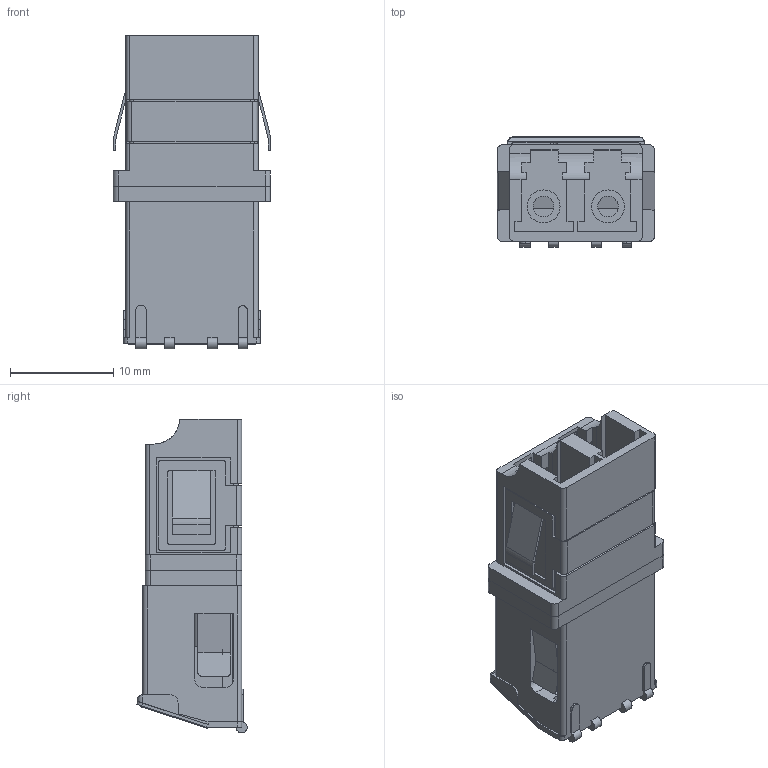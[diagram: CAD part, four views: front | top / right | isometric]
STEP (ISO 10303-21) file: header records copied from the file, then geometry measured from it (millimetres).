
FILE_DESCRIPTION (( 'STEP AP214' ), '1' );
FILE_NAME ('FOA-810-BGE_3D.STEP', '2022-02-01T15:58:43', ( '' ), ( '' ), 'SwSTEP 2.0', 'SolidWorks 2021', '' );
FILE_SCHEMA (( 'AUTOMOTIVE_DESIGN' ));
Length unit declared in the file: inch
Products named in the file (3): FOA-810-BGE_3D; FOA-810-BGE; FOA-985_MOUNTING CLIP
Assembly tree (2 placements, depth 2):
  FOA-810-BGE_3D
    FOA-810-BGE
    FOA-985_MOUNTING CLIP
Bounding box: 15.27 x 10.7 x 30.44 mm (x, y, z)
Volume: 1963 mm3; surface area: 4178.6 mm2
Topology: 10 solids, 10 shells, 431 faces, 1190 edges, 779 vertices
Faces by surface type: plane 329, cylinder 102
Entity records: 15506 total; most frequent: CARTESIAN_POINT 2441, ORIENTED_EDGE 2380, DIRECTION 2260, EDGE_CURVE 1190, LINE 968, VECTOR 968, VERTEX_POINT 779, AXIS2_PLACEMENT_3D 646
